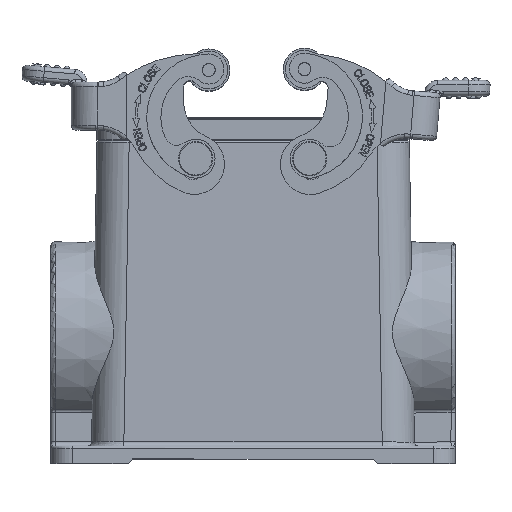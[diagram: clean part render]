
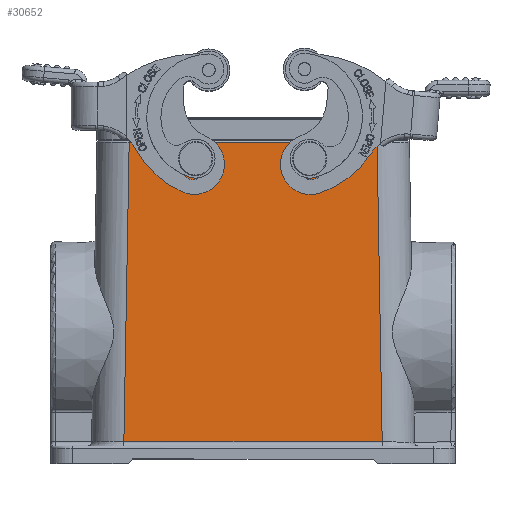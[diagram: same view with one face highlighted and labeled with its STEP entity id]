
A CAD part, top view. The second image highlights one B-rep face of the part: STEP entity #30652.
In plain terms, the highlighted planar face has unit normal (0, 0.018, 1).
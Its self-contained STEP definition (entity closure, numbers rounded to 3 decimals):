
#3802=DIRECTION('',(0.017,-1.,0.017));
#3803=VECTOR('',#3802,69.547);
#3804=CARTESIAN_POINT('',(75.819,51.712,49.758));
#3805=LINE('',#3804,#3803);
#3806=DIRECTION('',(0.018,1.,-0.017));
#3807=VECTOR('',#3806,69.547);
#3808=CARTESIAN_POINT('',(16.964,-17.796,50.971));
#3809=LINE('',#3808,#3807);
#3810=CARTESIAN_POINT('',(31.341,48.014,49.823));
#3811=CARTESIAN_POINT('',(31.337,47.782,49.827));
#3812=CARTESIAN_POINT('',(31.395,47.339,49.834));
#3813=CARTESIAN_POINT('',(31.67,46.717,49.845));
#3814=CARTESIAN_POINT('',(32.108,46.204,49.854));
#3815=CARTESIAN_POINT('',(32.676,45.834,49.861));
#3816=CARTESIAN_POINT('',(33.326,45.641,49.864));
#3817=CARTESIAN_POINT('',(34.002,45.641,49.864));
#3818=CARTESIAN_POINT('',(34.653,45.834,49.861));
#3819=CARTESIAN_POINT('',(35.22,46.204,49.854));
#3820=CARTESIAN_POINT('',(35.658,46.717,49.845));
#3821=CARTESIAN_POINT('',(35.933,47.34,49.834));
#3822=CARTESIAN_POINT('',(35.992,47.782,49.827));
#3823=CARTESIAN_POINT('',(35.988,48.014,49.823));
#3825=CARTESIAN_POINT('',(35.988,48.014,49.823));
#3826=CARTESIAN_POINT('',(35.984,48.22,49.819));
#3827=CARTESIAN_POINT('',(35.925,48.614,49.812));
#3828=CARTESIAN_POINT('',(35.685,49.174,49.802));
#3829=CARTESIAN_POINT('',(35.311,49.649,49.794));
#3830=CARTESIAN_POINT('',(34.829,50.014,49.788));
#3831=CARTESIAN_POINT('',(34.266,50.245,49.784));
#3832=CARTESIAN_POINT('',(33.87,50.297,49.783));
#3833=CARTESIAN_POINT('',(33.664,50.297,49.783));
#3835=CARTESIAN_POINT('',(33.664,50.297,49.783));
#3836=CARTESIAN_POINT('',(33.459,50.297,49.783));
#3837=CARTESIAN_POINT('',(33.063,50.245,49.784));
#3838=CARTESIAN_POINT('',(32.499,50.014,49.788));
#3839=CARTESIAN_POINT('',(32.017,49.649,49.794));
#3840=CARTESIAN_POINT('',(31.644,49.174,49.802));
#3841=CARTESIAN_POINT('',(31.404,48.614,49.812));
#3842=CARTESIAN_POINT('',(31.345,48.22,49.819));
#3843=CARTESIAN_POINT('',(31.341,48.014,49.823));
#3845=CARTESIAN_POINT('',(57.903,48.213,49.819));
#3846=CARTESIAN_POINT('',(57.879,47.987,49.823));
#3847=CARTESIAN_POINT('',(57.898,47.55,49.831));
#3848=CARTESIAN_POINT('',(58.113,46.92,49.842));
#3849=CARTESIAN_POINT('',(58.496,46.382,49.851));
#3850=CARTESIAN_POINT('',(59.017,45.973,49.858));
#3851=CARTESIAN_POINT('',(59.635,45.729,49.862));
#3852=CARTESIAN_POINT('',(60.294,45.671,49.863));
#3853=CARTESIAN_POINT('',(60.945,45.804,49.861));
#3854=CARTESIAN_POINT('',(61.53,46.116,49.856));
#3855=CARTESIAN_POINT('',(62.001,46.579,49.847));
#3856=CARTESIAN_POINT('',(62.322,47.162,49.837));
#3857=CARTESIAN_POINT('',(62.417,47.588,49.83));
#3858=CARTESIAN_POINT('',(62.433,47.815,49.826));
#3860=CARTESIAN_POINT('',(62.433,47.815,49.826));
#3861=CARTESIAN_POINT('',(62.447,48.01,49.822));
#3862=CARTESIAN_POINT('',(62.426,48.388,49.816));
#3863=CARTESIAN_POINT('',(62.264,48.911,49.807));
#3864=CARTESIAN_POINT('',(62.068,49.234,49.801));
#3865=CARTESIAN_POINT('',(61.946,49.388,49.798));
#3867=CARTESIAN_POINT('',(58.384,49.389,49.798));
#3868=CARTESIAN_POINT('',(58.292,49.274,49.8));
#3869=CARTESIAN_POINT('',(58.135,49.033,49.805));
#3870=CARTESIAN_POINT('',(57.975,48.641,49.812));
#3871=CARTESIAN_POINT('',(57.918,48.359,49.816));
#3872=CARTESIAN_POINT('',(57.903,48.213,49.819));
#6260=DIRECTION('',(-1.,0.,0.));
#6261=VECTOR('',#6260,57.619);
#6262=CARTESIAN_POINT('',(75.819,51.712,49.758));
#6263=LINE('',#6262,#6261);
#7206=CARTESIAN_POINT('',(60.304,49.482,49.798));
#7207=CARTESIAN_POINT('',(60.358,49.48,49.798));
#7208=CARTESIAN_POINT('',(60.465,49.471,49.797));
#7209=CARTESIAN_POINT('',(60.624,49.44,49.798));
#7210=CARTESIAN_POINT('',(60.727,49.407,49.798));
#7211=CARTESIAN_POINT('',(60.777,49.388,49.798));
#7213=DIRECTION('',(1.,0.,0.));
#7214=VECTOR('',#7213,1.247);
#7215=CARTESIAN_POINT('',(58.384,49.389,49.798));
#7216=LINE('',#7215,#7214);
#7217=CARTESIAN_POINT('',(59.631,49.389,49.798));
#7218=CARTESIAN_POINT('',(59.703,49.417,49.798));
#7219=CARTESIAN_POINT('',(59.849,49.461,49.798));
#7220=CARTESIAN_POINT('',(60.074,49.492,49.799));
#7221=CARTESIAN_POINT('',(60.227,49.489,49.798));
#7222=CARTESIAN_POINT('',(60.304,49.482,49.798));
#7244=DIRECTION('',(1.,0.,0.));
#7245=VECTOR('',#7244,1.169);
#7246=CARTESIAN_POINT('',(60.777,49.388,49.798));
#7247=LINE('',#7246,#7245);
#15406=DIRECTION('',(1.,0.,0.));
#15407=VECTOR('',#15406,60.047);
#15408=CARTESIAN_POINT('',(16.964,-17.796,
50.971));
#15409=LINE('',#15408,#15407);
#20682=CARTESIAN_POINT('',(16.964,-17.796,
50.971));
#20683=CARTESIAN_POINT('',(18.199,51.73,49.758));
#20684=VERTEX_POINT('',#20682);
#20685=VERTEX_POINT('',#20683);
#20690=CARTESIAN_POINT('',(75.819,51.712,49.758));
#20691=CARTESIAN_POINT('',(77.01,-17.815,
50.971));
#20692=VERTEX_POINT('',#20690);
#20693=VERTEX_POINT('',#20691);
#20694=VERTEX_POINT('',#3810);
#20695=VERTEX_POINT('',#3823);
#20696=VERTEX_POINT('',#3833);
#20697=VERTEX_POINT('',#3845);
#20698=VERTEX_POINT('',#3858);
#20699=VERTEX_POINT('',#3865);
#20700=CARTESIAN_POINT('',(60.777,49.388,49.798));
#20701=VERTEX_POINT('',#20700);
#20702=VERTEX_POINT('',#7206);
#20703=VERTEX_POINT('',#7217);
#20704=CARTESIAN_POINT('',(58.384,49.389,49.798));
#20705=VERTEX_POINT('',#20704);
#30614=CARTESIAN_POINT('',(46.998,16.958,50.365));
#30615=DIRECTION('',(0.,0.017,1.));
#30616=DIRECTION('',(0.,-1.,0.017));
#30617=AXIS2_PLACEMENT_3D('',#30614,#30615,#30616);
#30618=PLANE('',#30617);
#30620=ORIENTED_EDGE('',*,*,#30619,.T.);
#30622=ORIENTED_EDGE('',*,*,#30621,.F.);
#30623=ORIENTED_EDGE('',*,*,#30598,.T.);
#30625=ORIENTED_EDGE('',*,*,#30624,.F.);
#30626=EDGE_LOOP('',(#30620,#30622,#30623,#30625));
#30627=FACE_OUTER_BOUND('',#30626,.F.);
#30629=ORIENTED_EDGE('',*,*,#30628,.T.);
#30631=ORIENTED_EDGE('',*,*,#30630,.T.);
#30633=ORIENTED_EDGE('',*,*,#30632,.T.);
#30634=EDGE_LOOP('',(#30629,#30631,#30633));
#30635=FACE_BOUND('',#30634,.F.);
#30637=ORIENTED_EDGE('',*,*,#30636,.T.);
#30639=ORIENTED_EDGE('',*,*,#30638,.T.);
#30641=ORIENTED_EDGE('',*,*,#30640,.F.);
#30643=ORIENTED_EDGE('',*,*,#30642,.F.);
#30645=ORIENTED_EDGE('',*,*,#30644,.F.);
#30647=ORIENTED_EDGE('',*,*,#30646,.F.);
#30649=ORIENTED_EDGE('',*,*,#30648,.T.);
#30650=EDGE_LOOP('',(#30637,#30639,#30641,#30643,#30645,#30647,#30649));
#30651=FACE_BOUND('',#30650,.F.);
#30652=ADVANCED_FACE('',(#30627,#30635,#30651),#30618,.T.);
#3824=B_SPLINE_CURVE_WITH_KNOTS('',3,(#3810,#3811,#3812,#3813,#3814,#3815,#3816,
#3817,#3818,#3819,#3820,#3821,#3822,#3823),.UNSPECIFIED.,.F.,.F.,(4,1,1,1,1,1,1,
1,1,1,1,4),(0.,0.091,0.182,0.273,
0.364,0.455,0.545,0.636,
0.727,0.818,0.909,1.),.UNSPECIFIED.);
#3834=B_SPLINE_CURVE_WITH_KNOTS('',3,(#3825,#3826,#3827,#3828,#3829,#3830,#3831,
#3832,#3833),.UNSPECIFIED.,.F.,.F.,(4,1,1,1,1,1,4),(0.,0.167,
0.333,0.5,0.667,0.833,1.),
.UNSPECIFIED.);
#3844=B_SPLINE_CURVE_WITH_KNOTS('',3,(#3835,#3836,#3837,#3838,#3839,#3840,#3841,
#3842,#3843),.UNSPECIFIED.,.F.,.F.,(4,1,1,1,1,1,4),(0.,0.167,
0.333,0.5,0.667,0.833,1.),
.UNSPECIFIED.);
#3859=B_SPLINE_CURVE_WITH_KNOTS('',3,(#3845,#3846,#3847,#3848,#3849,#3850,#3851,
#3852,#3853,#3854,#3855,#3856,#3857,#3858),.UNSPECIFIED.,.F.,.F.,(4,1,1,1,1,1,1,
1,1,1,1,4),(0.,0.091,0.182,0.273,
0.364,0.455,0.545,0.636,
0.727,0.818,0.909,1.),.UNSPECIFIED.);
#3866=B_SPLINE_CURVE_WITH_KNOTS('',3,(#3860,#3861,#3862,#3863,#3864,#3865),
.UNSPECIFIED.,.F.,.F.,(4,1,1,4),(0.,0.333,0.667,1.),
.UNSPECIFIED.);
#3873=B_SPLINE_CURVE_WITH_KNOTS('',3,(#3867,#3868,#3869,#3870,#3871,#3872),
.UNSPECIFIED.,.F.,.F.,(4,1,1,4),(0.,0.333,0.667,1.),
.UNSPECIFIED.);
#7212=B_SPLINE_CURVE_WITH_KNOTS('',3,(#7206,#7207,#7208,#7209,#7210,#7211),
.UNSPECIFIED.,.F.,.F.,(4,1,1,4),(0.,0.333,0.667,1.),
.UNSPECIFIED.);
#7223=B_SPLINE_CURVE_WITH_KNOTS('',3,(#7217,#7218,#7219,#7220,#7221,#7222),
.UNSPECIFIED.,.F.,.F.,(4,1,1,4),(0.,0.333,0.667,1.),
.UNSPECIFIED.);
#30598=EDGE_CURVE('',#20684,#20685,#3809,.T.);
#30619=EDGE_CURVE('',#20692,#20693,#3805,.T.);
#30621=EDGE_CURVE('',#20684,#20693,#15409,.T.);
#30624=EDGE_CURVE('',#20692,#20685,#6263,.T.);
#30628=EDGE_CURVE('',#20694,#20695,#3824,.T.);
#30630=EDGE_CURVE('',#20695,#20696,#3834,.T.);
#30632=EDGE_CURVE('',#20696,#20694,#3844,.T.);
#30636=EDGE_CURVE('',#20697,#20698,#3859,.T.);
#30638=EDGE_CURVE('',#20698,#20699,#3866,.T.);
#30640=EDGE_CURVE('',#20701,#20699,#7247,.T.);
#30642=EDGE_CURVE('',#20702,#20701,#7212,.T.);
#30644=EDGE_CURVE('',#20703,#20702,#7223,.T.);
#30646=EDGE_CURVE('',#20705,#20703,#7216,.T.);
#30648=EDGE_CURVE('',#20705,#20697,#3873,.T.);
